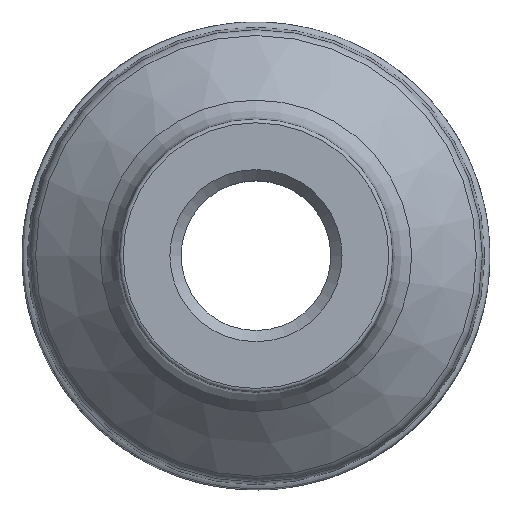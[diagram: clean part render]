
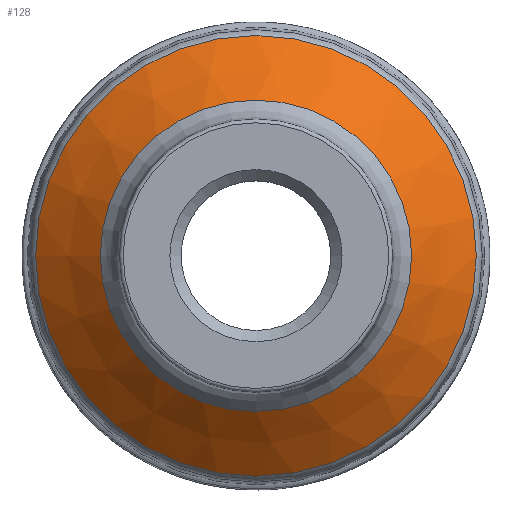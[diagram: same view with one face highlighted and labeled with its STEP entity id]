
A CAD part, top view. The second image highlights one B-rep face of the part: STEP entity #128.
In plain terms, the highlighted conical face has half-angle 48.708 degrees and reference radius 41.602 mm.
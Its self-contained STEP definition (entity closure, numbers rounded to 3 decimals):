
#128=ADVANCED_FACE('S5',(#182,#183),#160,.T.);
#160=CONICAL_SURFACE('',#622,41.602,48.708);
#182=FACE_BOUND('',#249,.T.);
#183=FACE_BOUND('',#250,.T.);
#249=EDGE_LOOP('',(#315));
#250=EDGE_LOOP('',(#316));
#315=ORIENTED_EDGE('',*,*,#415,.T.);
#316=ORIENTED_EDGE('',*,*,#416,.T.);
#381=VERTEX_POINT('',#895);
#382=VERTEX_POINT('',#897);
#415=EDGE_CURVE('',#381,#381,#448,.T.);
#416=EDGE_CURVE('',#382,#382,#449,.T.);
#448=CIRCLE('',#620,58.889);
#449=CIRCLE('',#621,41.602);
#620=AXIS2_PLACEMENT_3D('',#894,#738,#739);
#621=AXIS2_PLACEMENT_3D('',#896,#740,#741);
#622=AXIS2_PLACEMENT_3D('',#898,#742,#743);
#738=DIRECTION('',(0.,0.,1.));
#739=DIRECTION('',(1.,0.,0.));
#740=DIRECTION('',(0.,0.,-1.));
#741=DIRECTION('',(-1.,0.,0.));
#742=DIRECTION('',(0.,0.,-1.));
#743=DIRECTION('',(-1.,0.,0.));
#894=CARTESIAN_POINT('',(0.,0.,-40.953));
#895=CARTESIAN_POINT('',(58.889,0.,-40.953));
#896=CARTESIAN_POINT('',(0.,0.,-25.77));
#897=CARTESIAN_POINT('',(-41.602,0.,-25.77));
#898=CARTESIAN_POINT('',(0.,0.,-25.77));
